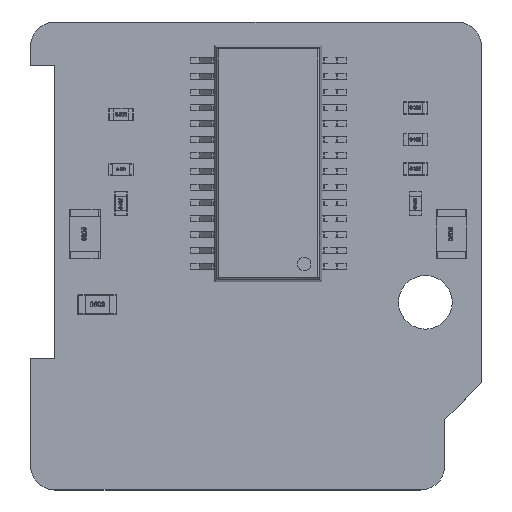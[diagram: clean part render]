
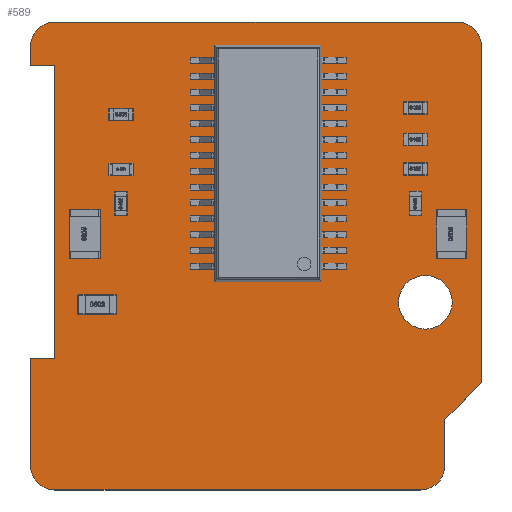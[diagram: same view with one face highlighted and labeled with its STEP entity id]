
A CAD part, top view. The second image highlights one B-rep face of the part: STEP entity #589.
In plain terms, the highlighted planar face has unit normal (0, 0, 1).
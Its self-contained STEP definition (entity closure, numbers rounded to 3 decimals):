
#96 = VERTEX_POINT('',#97);
#97 = CARTESIAN_POINT('',(0.,1.,0.624));
#103 = EDGE_CURVE('',#96,#104,#106,.T.);
#104 = VERTEX_POINT('',#105);
#105 = CARTESIAN_POINT('',(0.,5.4,0.624));
#106 = LINE('',#107,#108);
#107 = CARTESIAN_POINT('',(0.,1.,0.624));
#108 = VECTOR('',#109,1.);
#109 = DIRECTION('',(0.,1.,0.));
#134 = EDGE_CURVE('',#104,#135,#137,.T.);
#135 = VERTEX_POINT('',#136);
#136 = CARTESIAN_POINT('',(1.,5.4,0.624));
#137 = LINE('',#138,#139);
#138 = CARTESIAN_POINT('',(0.,5.4,0.624));
#139 = VECTOR('',#140,1.);
#140 = DIRECTION('',(1.,0.,0.));
#165 = EDGE_CURVE('',#135,#166,#168,.T.);
#166 = VERTEX_POINT('',#167);
#167 = CARTESIAN_POINT('',(1.,17.4,0.624));
#168 = LINE('',#169,#170);
#169 = CARTESIAN_POINT('',(1.,5.4,0.624));
#170 = VECTOR('',#171,1.);
#171 = DIRECTION('',(0.,1.,0.));
#196 = EDGE_CURVE('',#166,#197,#199,.T.);
#197 = VERTEX_POINT('',#198);
#198 = CARTESIAN_POINT('',(0.,17.4,0.624));
#199 = LINE('',#200,#201);
#200 = CARTESIAN_POINT('',(1.,17.4,0.624));
#201 = VECTOR('',#202,1.);
#202 = DIRECTION('',(-1.,0.,0.));
#227 = EDGE_CURVE('',#197,#228,#230,.T.);
#228 = VERTEX_POINT('',#229);
#229 = CARTESIAN_POINT('',(0.,18.2,0.624));
#230 = LINE('',#231,#232);
#231 = CARTESIAN_POINT('',(0.,17.4,0.624));
#232 = VECTOR('',#233,1.);
#233 = DIRECTION('',(0.,1.,0.));
#258 = EDGE_CURVE('',#228,#259,#261,.T.);
#259 = VERTEX_POINT('',#260);
#260 = CARTESIAN_POINT('',(1.,19.2,0.624));
#261 = CIRCLE('',#262,1.);
#262 = AXIS2_PLACEMENT_3D('',#263,#264,#265);
#263 = CARTESIAN_POINT('',(1.,18.2,0.624));
#264 = DIRECTION('',(0.,0.,-1.));
#265 = DIRECTION('',(-1.,0.,0.));
#291 = EDGE_CURVE('',#259,#292,#294,.T.);
#292 = VERTEX_POINT('',#293);
#293 = CARTESIAN_POINT('',(17.5,19.2,0.624));
#294 = LINE('',#295,#296);
#295 = CARTESIAN_POINT('',(1.,19.2,0.624));
#296 = VECTOR('',#297,1.);
#297 = DIRECTION('',(1.,0.,0.));
#322 = EDGE_CURVE('',#292,#323,#325,.T.);
#323 = VERTEX_POINT('',#324);
#324 = CARTESIAN_POINT('',(18.5,18.2,0.624));
#325 = CIRCLE('',#326,1.);
#326 = AXIS2_PLACEMENT_3D('',#327,#328,#329);
#327 = CARTESIAN_POINT('',(17.5,18.2,0.624));
#328 = DIRECTION('',(0.,0.,-1.));
#329 = DIRECTION('',(0.,1.,0.));
#355 = EDGE_CURVE('',#323,#356,#358,.T.);
#356 = VERTEX_POINT('',#357);
#357 = CARTESIAN_POINT('',(18.5,4.4,0.624));
#358 = LINE('',#359,#360);
#359 = CARTESIAN_POINT('',(18.5,18.2,0.624));
#360 = VECTOR('',#361,1.);
#361 = DIRECTION('',(0.,-1.,0.));
#386 = EDGE_CURVE('',#356,#387,#389,.T.);
#387 = VERTEX_POINT('',#388);
#388 = CARTESIAN_POINT('',(17.,2.9,0.624));
#389 = LINE('',#390,#391);
#390 = CARTESIAN_POINT('',(18.5,4.4,0.624));
#391 = VECTOR('',#392,1.);
#392 = DIRECTION('',(-0.707,-0.707,0.));
#417 = EDGE_CURVE('',#387,#418,#420,.T.);
#418 = VERTEX_POINT('',#419);
#419 = CARTESIAN_POINT('',(17.,1.,0.624));
#420 = LINE('',#421,#422);
#421 = CARTESIAN_POINT('',(17.,2.9,0.624));
#422 = VECTOR('',#423,1.);
#423 = DIRECTION('',(0.,-1.,0.));
#448 = EDGE_CURVE('',#418,#449,#451,.T.);
#449 = VERTEX_POINT('',#450);
#450 = CARTESIAN_POINT('',(16.,0.,0.624));
#451 = CIRCLE('',#452,1.);
#452 = AXIS2_PLACEMENT_3D('',#453,#454,#455);
#453 = CARTESIAN_POINT('',(16.,1.,0.624));
#454 = DIRECTION('',(0.,0.,-1.));
#455 = DIRECTION('',(1.,0.,0.));
#481 = EDGE_CURVE('',#449,#482,#484,.T.);
#482 = VERTEX_POINT('',#483);
#483 = CARTESIAN_POINT('',(1.,0.,0.624));
#484 = LINE('',#485,#486);
#485 = CARTESIAN_POINT('',(16.,0.,0.624));
#486 = VECTOR('',#487,1.);
#487 = DIRECTION('',(-1.,0.,0.));
#512 = EDGE_CURVE('',#482,#96,#513,.T.);
#513 = CIRCLE('',#514,1.);
#514 = AXIS2_PLACEMENT_3D('',#515,#516,#517);
#515 = CARTESIAN_POINT('',(1.,1.,0.624));
#516 = DIRECTION('',(0.,0.,-1.));
#517 = DIRECTION('',(0.,-1.,0.));
#538 = VERTEX_POINT('',#539);
#539 = CARTESIAN_POINT('',(17.3,7.7,0.624));
#545 = EDGE_CURVE('',#538,#538,#546,.T.);
#546 = CIRCLE('',#547,1.1);
#547 = AXIS2_PLACEMENT_3D('',#548,#549,#550);
#548 = CARTESIAN_POINT('',(16.2,7.7,0.624));
#549 = DIRECTION('',(0.,0.,1.));
#550 = DIRECTION('',(1.,0.,0.));
#589 = ADVANCED_FACE('',(#590,#606),#609,.T.);
#590 = FACE_BOUND('',#591,.F.);
#591 = EDGE_LOOP('',(#592,#593,#594,#595,#596,#597,#598,#599,#600,#601,
    #602,#603,#604,#605));
#592 = ORIENTED_EDGE('',*,*,#103,.T.);
#593 = ORIENTED_EDGE('',*,*,#134,.T.);
#594 = ORIENTED_EDGE('',*,*,#165,.T.);
#595 = ORIENTED_EDGE('',*,*,#196,.T.);
#596 = ORIENTED_EDGE('',*,*,#227,.T.);
#597 = ORIENTED_EDGE('',*,*,#258,.T.);
#598 = ORIENTED_EDGE('',*,*,#291,.T.);
#599 = ORIENTED_EDGE('',*,*,#322,.T.);
#600 = ORIENTED_EDGE('',*,*,#355,.T.);
#601 = ORIENTED_EDGE('',*,*,#386,.T.);
#602 = ORIENTED_EDGE('',*,*,#417,.T.);
#603 = ORIENTED_EDGE('',*,*,#448,.T.);
#604 = ORIENTED_EDGE('',*,*,#481,.T.);
#605 = ORIENTED_EDGE('',*,*,#512,.T.);
#606 = FACE_BOUND('',#607,.T.);
#607 = EDGE_LOOP('',(#608));
#608 = ORIENTED_EDGE('',*,*,#545,.F.);
#609 = PLANE('',#610);
#610 = AXIS2_PLACEMENT_3D('',#611,#612,#613);
#611 = CARTESIAN_POINT('',(0.,1.,0.624));
#612 = DIRECTION('',(0.,0.,1.));
#613 = DIRECTION('',(1.,0.,0.));
